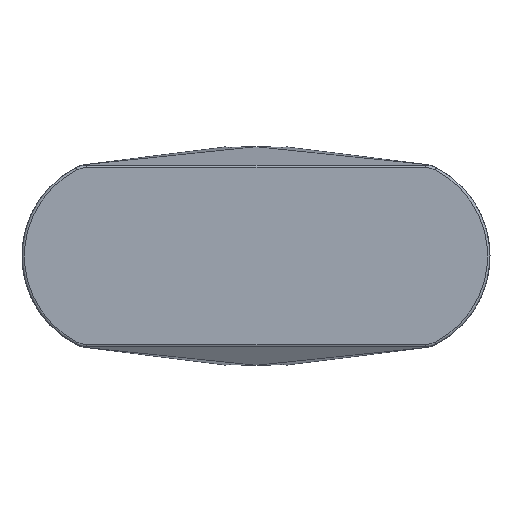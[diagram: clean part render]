
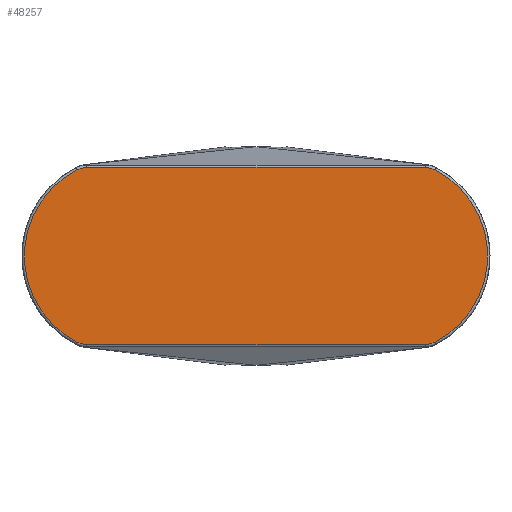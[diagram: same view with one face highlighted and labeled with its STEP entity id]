
A CAD part, front view. The second image highlights one B-rep face of the part: STEP entity #48257.
In plain terms, the highlighted planar face has unit normal (0, -1, 0).
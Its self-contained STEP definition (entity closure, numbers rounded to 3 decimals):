
#76 = CARTESIAN_POINT ( 'NONE',  ( 18.765, 0., 9.016 ) ) ;
#330 = AXIS2_PLACEMENT_3D ( 'NONE', #14191, #32494, #2182 ) ;
#2081 = DIRECTION ( 'NONE',  ( 0., -1., 0. ) ) ;
#2182 = DIRECTION ( 'NONE',  ( 0., 0., 1. ) ) ;
#3386 = CARTESIAN_POINT ( 'NONE',  ( 17.716, 0., -6.985 ) ) ;
#3440 = VERTEX_POINT ( 'NONE', #11739 ) ;
#3844 = CIRCLE ( 'NONE', #5695, 10.147 ) ;
#3995 = ORIENTED_EDGE ( 'NONE', *, *, #14388, .T. ) ;
#4051 = ORIENTED_EDGE ( 'NONE', *, *, #49017, .T. ) ;
#4237 = AXIS2_PLACEMENT_3D ( 'NONE', #54876, #7702, #33463 ) ;
#5410 = CARTESIAN_POINT ( 'NONE',  ( -17.716, 0., -9.271 ) ) ;
#5695 = AXIS2_PLACEMENT_3D ( 'NONE', #17271, #34726, #52145 ) ;
#6646 = VERTEX_POINT ( 'NONE', #9304 ) ;
#6932 = ORIENTED_EDGE ( 'NONE', *, *, #31320, .T. ) ;
#7148 = LINE ( 'NONE', #24861, #55774 ) ;
#7188 = DIRECTION ( 'NONE',  ( 0., -1., 0. ) ) ;
#7702 = DIRECTION ( 'NONE',  ( 0., -1., 0. ) ) ;
#9304 = CARTESIAN_POINT ( 'NONE',  ( -18.765, 0., -9.016 ) ) ;
#9432 = VECTOR ( 'NONE', #25205, 1000. ) ;
#10348 = ORIENTED_EDGE ( 'NONE', *, *, #54481, .T. ) ;
#11739 = CARTESIAN_POINT ( 'NONE',  ( 17.716, 0., 9.271 ) ) ;
#12069 = CARTESIAN_POINT ( 'NONE',  ( -24.511, 0., 9.271 ) ) ;
#12160 = CIRCLE ( 'NONE', #23987, 2.286 ) ;
#12384 = EDGE_LOOP ( 'NONE', ( #50066, #10348, #6932, #15049, #4051, #37315, #3995, #27165 ) ) ;
#12495 = CARTESIAN_POINT ( 'NONE',  ( 17.716, 0., 6.985 ) ) ;
#13110 = CIRCLE ( 'NONE', #47787, 2.286 ) ;
#13945 = AXIS2_PLACEMENT_3D ( 'NONE', #20329, #7188, #28934 ) ;
#14191 = CARTESIAN_POINT ( 'NONE',  ( -24.511, 0., 9.525 ) ) ;
#14388 = EDGE_CURVE ( 'NONE', #16686, #22985, #51702, .T. ) ;
#15049 = ORIENTED_EDGE ( 'NONE', *, *, #37490, .T. ) ;
#16686 = VERTEX_POINT ( 'NONE', #33059 ) ;
#17271 = CARTESIAN_POINT ( 'NONE',  ( -14.11, 0., 0. ) ) ;
#18155 = CARTESIAN_POINT ( 'NONE',  ( -18.765, 0., 9.016 ) ) ;
#19596 = VERTEX_POINT ( 'NONE', #5410 ) ;
#19612 = PLANE ( 'NONE',  #330 ) ;
#20278 = DIRECTION ( 'NONE',  ( 1., 0., 0. ) ) ;
#20329 = CARTESIAN_POINT ( 'NONE',  ( -17.716, 0., 6.985 ) ) ;
#21345 = VERTEX_POINT ( 'NONE', #42759 ) ;
#21598 = DIRECTION ( 'NONE',  ( 0., -1., 0. ) ) ;
#22985 = VERTEX_POINT ( 'NONE', #76 ) ;
#23286 = EDGE_CURVE ( 'NONE', #3440, #21345, #38644, .T. ) ;
#23680 = EDGE_CURVE ( 'NONE', #22985, #3440, #13110, .T. ) ;
#23987 = AXIS2_PLACEMENT_3D ( 'NONE', #3386, #51688, #29975 ) ;
#24861 = CARTESIAN_POINT ( 'NONE',  ( -24.511, 0., -9.271 ) ) ;
#25205 = DIRECTION ( 'NONE',  ( -1., 0., 0. ) ) ;
#27165 = ORIENTED_EDGE ( 'NONE', *, *, #23680, .T. ) ;
#28467 = EDGE_CURVE ( 'NONE', #37058, #16686, #12160, .T. ) ;
#28934 = DIRECTION ( 'NONE',  ( 0., 0., 1. ) ) ;
#29975 = DIRECTION ( 'NONE',  ( 0., 0., 1. ) ) ;
#31320 = EDGE_CURVE ( 'NONE', #33199, #6646, #3844, .T. ) ;
#32494 = DIRECTION ( 'NONE',  ( 0., 1., 0. ) ) ;
#33059 = CARTESIAN_POINT ( 'NONE',  ( 18.765, 0., -9.016 ) ) ;
#33199 = VERTEX_POINT ( 'NONE', #18155 ) ;
#33463 = DIRECTION ( 'NONE',  ( 0., 0., 1. ) ) ;
#33787 = AXIS2_PLACEMENT_3D ( 'NONE', #45521, #2081, #41239 ) ;
#34726 = DIRECTION ( 'NONE',  ( 0., -1., 0. ) ) ;
#37058 = VERTEX_POINT ( 'NONE', #37389 ) ;
#37315 = ORIENTED_EDGE ( 'NONE', *, *, #28467, .T. ) ;
#37389 = CARTESIAN_POINT ( 'NONE',  ( 17.716, 0., -9.271 ) ) ;
#37490 = EDGE_CURVE ( 'NONE', #6646, #19596, #47461, .T. ) ;
#38644 = LINE ( 'NONE', #12069, #9432 ) ;
#41239 = DIRECTION ( 'NONE',  ( 0., 0., 1. ) ) ;
#42759 = CARTESIAN_POINT ( 'NONE',  ( -17.716, 0., 9.271 ) ) ;
#43153 = CIRCLE ( 'NONE', #13945, 2.286 ) ;
#45049 = FACE_OUTER_BOUND ( 'NONE', #12384, .T. ) ;
#45521 = CARTESIAN_POINT ( 'NONE',  ( -17.716, 0., -6.985 ) ) ;
#47461 = CIRCLE ( 'NONE', #33787, 2.286 ) ;
#47787 = AXIS2_PLACEMENT_3D ( 'NONE', #12495, #21598, #51919 ) ;
#48257 = ADVANCED_FACE ( 'NONE', ( #45049 ), #19612, .F. ) ;
#49017 = EDGE_CURVE ( 'NONE', #19596, #37058, #7148, .T. ) ;
#50066 = ORIENTED_EDGE ( 'NONE', *, *, #23286, .T. ) ;
#51688 = DIRECTION ( 'NONE',  ( 0., -1., 0. ) ) ;
#51702 = CIRCLE ( 'NONE', #4237, 10.147 ) ;
#51919 = DIRECTION ( 'NONE',  ( 0., 0., 1. ) ) ;
#52145 = DIRECTION ( 'NONE',  ( 0., 0., 1. ) ) ;
#54481 = EDGE_CURVE ( 'NONE', #21345, #33199, #43153, .T. ) ;
#54876 = CARTESIAN_POINT ( 'NONE',  ( 14.11, 0., 0. ) ) ;
#55774 = VECTOR ( 'NONE', #20278, 1000. ) ;
